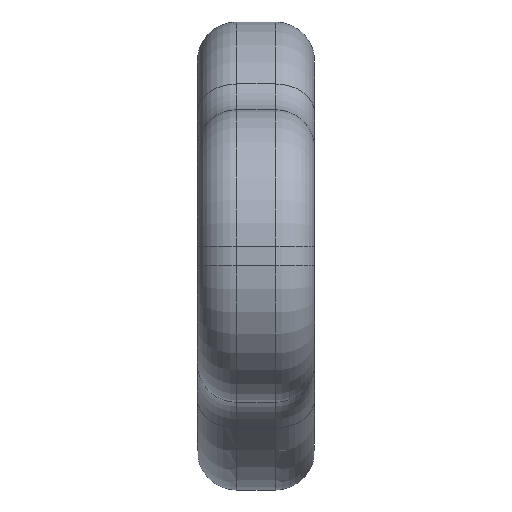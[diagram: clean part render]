
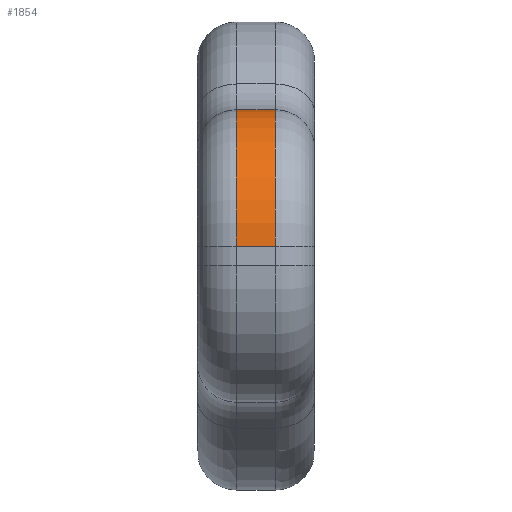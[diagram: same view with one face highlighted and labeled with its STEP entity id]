
A CAD part, left-side view. The second image highlights one B-rep face of the part: STEP entity #1854.
In plain terms, the highlighted cylindrical face has radius 3.5 mm (diameter 7 mm), a partial arc.
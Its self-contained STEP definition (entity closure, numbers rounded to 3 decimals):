
#10 = CYLINDRICAL_SURFACE ( 'NONE', #703, 3.5 ) ;
#23 = ORIENTED_EDGE ( 'NONE', *, *, #531, .F. ) ;
#243 = CARTESIAN_POINT ( 'NONE',  ( -9., 1., 0.25 ) ) ;
#249 = DIRECTION ( 'NONE',  ( 0., 1., 0. ) ) ;
#301 = CARTESIAN_POINT ( 'NONE',  ( -12.5, 2., 0.25 ) ) ;
#332 = ORIENTED_EDGE ( 'NONE', *, *, #1949, .T. ) ;
#343 = EDGE_CURVE ( 'NONE', #1643, #1599, #755, .T. ) ;
#411 = DIRECTION ( 'NONE',  ( 0., 1., 0. ) ) ;
#517 = DIRECTION ( 'NONE',  ( 0., -1., 0. ) ) ;
#531 = EDGE_CURVE ( 'NONE', #2156, #1071, #1950, .T. ) ;
#558 = DIRECTION ( 'NONE',  ( 0., 1., 0. ) ) ;
#579 = DIRECTION ( 'NONE',  ( 0., 0., 1. ) ) ;
#667 = AXIS2_PLACEMENT_3D ( 'NONE', #2036, #2223, #1642 ) ;
#703 = AXIS2_PLACEMENT_3D ( 'NONE', #1989, #411, #1419 ) ;
#755 = LINE ( 'NONE', #1811, #1134 ) ;
#812 = CIRCLE ( 'NONE', #2095, 3.5 ) ;
#889 = CIRCLE ( 'NONE', #667, 3.5 ) ;
#947 = CARTESIAN_POINT ( 'NONE',  ( -9., 2., 3.75 ) ) ;
#1071 = VERTEX_POINT ( 'NONE', #2035 ) ;
#1134 = VECTOR ( 'NONE', #249, 1000. ) ;
#1229 = EDGE_LOOP ( 'NONE', ( #23, #1435, #2014, #332 ) ) ;
#1286 = FACE_OUTER_BOUND ( 'NONE', #1229, .T. ) ;
#1419 = DIRECTION ( 'NONE',  ( 0., 0., 1. ) ) ;
#1435 = ORIENTED_EDGE ( 'NONE', *, *, #2113, .T. ) ;
#1563 = CARTESIAN_POINT ( 'NONE',  ( -9., 0., 3.75 ) ) ;
#1599 = VERTEX_POINT ( 'NONE', #301 ) ;
#1642 = DIRECTION ( 'NONE',  ( 0., 0., 1. ) ) ;
#1643 = VERTEX_POINT ( 'NONE', #2030 ) ;
#1811 = CARTESIAN_POINT ( 'NONE',  ( -12.5, 3., 0.25 ) ) ;
#1854 = ADVANCED_FACE ( 'NONE', ( #1286 ), #10, .T. ) ;
#1898 = VECTOR ( 'NONE', #517, 1000. ) ;
#1949 = EDGE_CURVE ( 'NONE', #1643, #1071, #812, .T. ) ;
#1950 = LINE ( 'NONE', #1563, #1898 ) ;
#1989 = CARTESIAN_POINT ( 'NONE',  ( -9., 3., 0.25 ) ) ;
#2014 = ORIENTED_EDGE ( 'NONE', *, *, #343, .F. ) ;
#2030 = CARTESIAN_POINT ( 'NONE',  ( -12.5, 1., 0.25 ) ) ;
#2035 = CARTESIAN_POINT ( 'NONE',  ( -9., 1., 3.75 ) ) ;
#2036 = CARTESIAN_POINT ( 'NONE',  ( -9., 2., 0.25 ) ) ;
#2095 = AXIS2_PLACEMENT_3D ( 'NONE', #243, #558, #579 ) ;
#2113 = EDGE_CURVE ( 'NONE', #2156, #1599, #889, .T. ) ;
#2156 = VERTEX_POINT ( 'NONE', #947 ) ;
#2223 = DIRECTION ( 'NONE',  ( 0., -1., 0. ) ) ;
